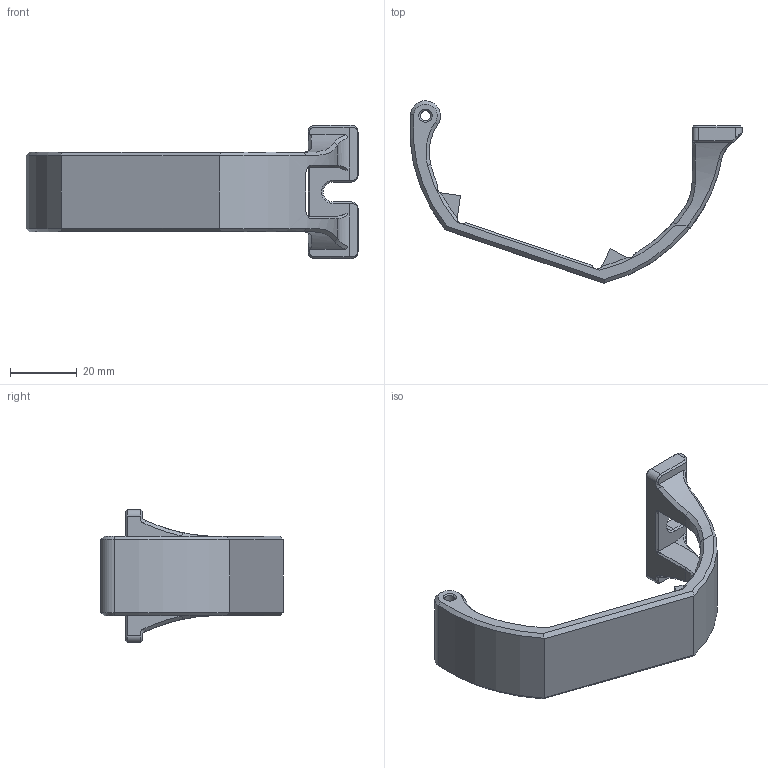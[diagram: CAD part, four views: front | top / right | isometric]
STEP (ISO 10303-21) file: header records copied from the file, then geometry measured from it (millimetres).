
FILE_DESCRIPTION((''),'2;1');
FILE_NAME('BOT','2024-04-15T15:41:24',('oleksandr.kostiuchen'),(''),'CREO PARAMETRIC BY PTC INC, 2023424','CREO PARAMETRIC BY PTC INC, 2023424','');
FILE_SCHEMA(('AUTOMOTIVE_DESIGN { 1 0 10303 214 1 1 1 1 }'));
Length unit declared in the file: millimetre
Products named in the file (1): BOT
Bounding box: 99.65 x 54.72 x 40 mm (x, y, z)
Volume: 18454.4 mm3; surface area: 9711.2 mm2
Topology: 1 solids, 1 shells, 167 faces, 433 edges, 266 vertices
Faces by surface type: bspline 167
Entity records: 7791 total; most frequent: CARTESIAN_POINT 2888, ORIENTED_EDGE 866, PRESENTATION_STYLE_ASSIGNMENT 439, STYLED_ITEM 439, CURVE_STYLE 438, DIRECTION 434, EDGE_CURVE 433, VERTEX_POINT 266
